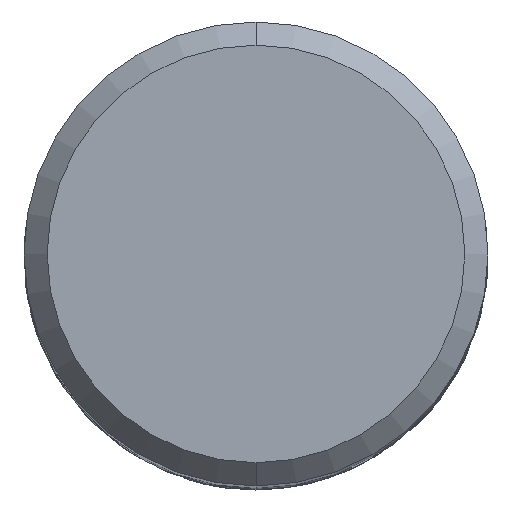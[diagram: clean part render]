
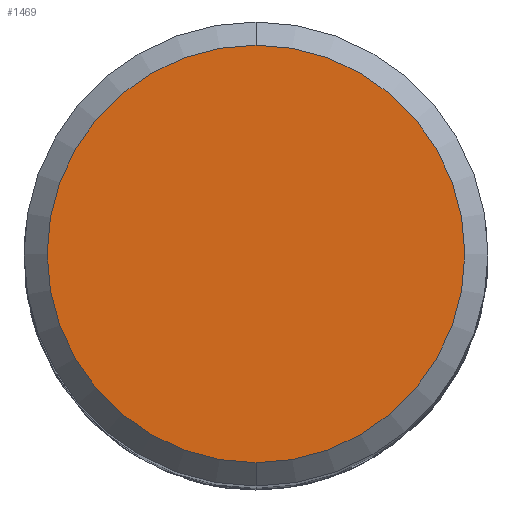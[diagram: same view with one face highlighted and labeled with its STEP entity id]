
A CAD part, top view. The second image highlights one B-rep face of the part: STEP entity #1469.
In plain terms, the highlighted planar face has unit normal (0, 0, 1).
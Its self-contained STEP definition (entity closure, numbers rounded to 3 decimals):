
#1201=VERTEX_POINT('',#3218);
#1469=ADVANCED_FACE('',(#3509),#3510,.T.);
#1891=VERTEX_POINT('',#3974);
#2059=EDGE_CURVE('',#1891,#1201,#4158,.T.);
#2987=EDGE_CURVE('',#1201,#1891,#5159,.T.);
#3218=CARTESIAN_POINT('',(0.0,9.0,0.0));
#3509=FACE_OUTER_BOUND('',#9815,.T.);
#3510=PLANE('',#9816);
#3974=CARTESIAN_POINT('',(0.,-9.0,0.0));
#4158=CIRCLE('',#17003,9.0);
#5159=CIRCLE('',#25646,9.0);
#9815=EDGE_LOOP('',(#26202,#26203));
#9816=AXIS2_PLACEMENT_3D('',#26204,#26205,#26206);
#17003=AXIS2_PLACEMENT_3D('',#26953,#26954,#26955);
#25646=AXIS2_PLACEMENT_3D('',#27900,#27901,#27902);
#26202=ORIENTED_EDGE('',*,*,#2987,.F.);
#26203=ORIENTED_EDGE('',*,*,#2059,.F.);
#26204=CARTESIAN_POINT('',(0.0,4.5,0.0));
#26205=DIRECTION('',(-0.0,0.0,1.0));
#26206=DIRECTION('',(0.0,-1.0,0.0));
#26953=CARTESIAN_POINT('',(0.0,0.0,0.0));
#26954=DIRECTION('',(0.0,0.0,-1.0));
#26955=DIRECTION('',(0.0,1.0,0.0));
#27900=CARTESIAN_POINT('',(0.0,0.0,0.0));
#27901=DIRECTION('',(0.0,0.0,-1.0));
#27902=DIRECTION('',(0.0,1.0,0.0));
